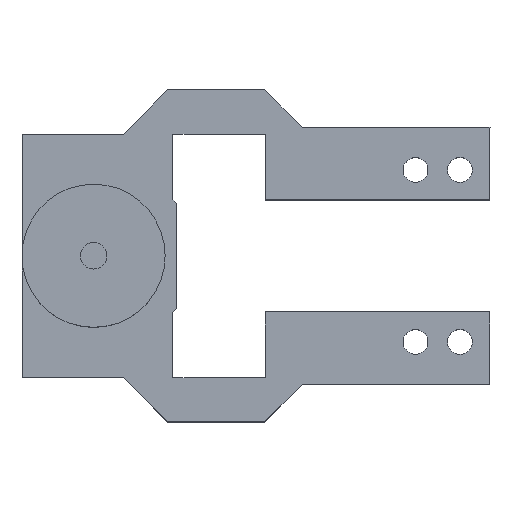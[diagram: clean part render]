
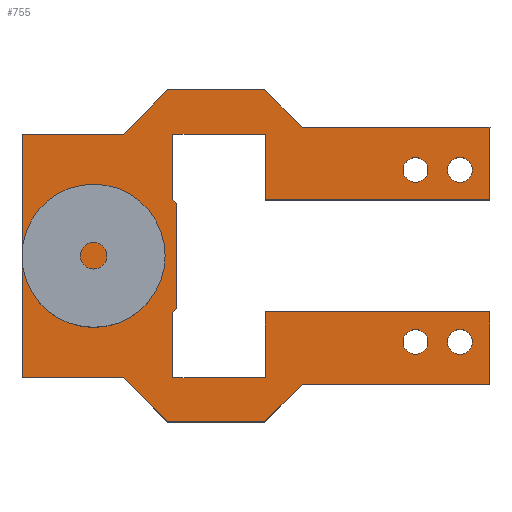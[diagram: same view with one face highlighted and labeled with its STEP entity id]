
A CAD part, top view. The second image highlights one B-rep face of the part: STEP entity #755.
In plain terms, the highlighted planar face has unit normal (0, 0, 1).
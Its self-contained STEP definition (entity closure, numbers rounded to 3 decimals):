
#17=FACE_BOUND('',#111,.T.);
#18=FACE_BOUND('',#112,.T.);
#19=FACE_BOUND('',#113,.T.);
#20=FACE_BOUND('',#114,.T.);
#34=PLANE('',#822);
#67=FACE_OUTER_BOUND('',#110,.T.);
#110=EDGE_LOOP('',(#543,#544,#545,#546,#547,#548,#549,#550,#551,#552,#553,
#554,#555,#556,#557,#558,#559,#560,#561,#562,#563,#564,#565,#566,#567,#568));
#111=EDGE_LOOP('',(#569));
#112=EDGE_LOOP('',(#570));
#113=EDGE_LOOP('',(#571));
#114=EDGE_LOOP('',(#572));
#164=LINE('',#1110,#248);
#165=LINE('',#1112,#249);
#166=LINE('',#1114,#250);
#167=LINE('',#1116,#251);
#168=LINE('',#1118,#252);
#169=LINE('',#1120,#253);
#170=LINE('',#1122,#254);
#171=LINE('',#1124,#255);
#172=LINE('',#1126,#256);
#173=LINE('',#1128,#257);
#174=LINE('',#1130,#258);
#175=LINE('',#1132,#259);
#176=LINE('',#1133,#260);
#177=LINE('',#1135,#261);
#178=LINE('',#1137,#262);
#179=LINE('',#1139,#263);
#180=LINE('',#1141,#264);
#181=LINE('',#1143,#265);
#182=LINE('',#1145,#266);
#183=LINE('',#1147,#267);
#184=LINE('',#1149,#268);
#185=LINE('',#1151,#269);
#186=LINE('',#1153,#270);
#187=LINE('',#1155,#271);
#188=LINE('',#1156,#272);
#248=VECTOR('',#903,10.);
#249=VECTOR('',#904,10.);
#250=VECTOR('',#905,10.);
#251=VECTOR('',#906,10.);
#252=VECTOR('',#907,10.);
#253=VECTOR('',#908,10.);
#254=VECTOR('',#909,10.);
#255=VECTOR('',#910,10.);
#256=VECTOR('',#911,10.);
#257=VECTOR('',#912,10.);
#258=VECTOR('',#913,10.);
#259=VECTOR('',#914,10.);
#260=VECTOR('',#915,10.);
#261=VECTOR('',#916,10.);
#262=VECTOR('',#917,10.);
#263=VECTOR('',#918,10.);
#264=VECTOR('',#919,10.);
#265=VECTOR('',#920,10.);
#266=VECTOR('',#921,10.);
#267=VECTOR('',#922,10.);
#268=VECTOR('',#923,10.);
#269=VECTOR('',#924,10.);
#270=VECTOR('',#925,10.);
#271=VECTOR('',#926,10.);
#272=VECTOR('',#927,10.);
#334=CIRCLE('',#820,8.059);
#335=CIRCLE('',#823,1.4);
#336=CIRCLE('',#824,1.4);
#337=CIRCLE('',#825,1.4);
#338=CIRCLE('',#826,1.4);
#356=VERTEX_POINT('',#1103);
#357=VERTEX_POINT('',#1108);
#358=VERTEX_POINT('',#1109);
#359=VERTEX_POINT('',#1111);
#360=VERTEX_POINT('',#1113);
#361=VERTEX_POINT('',#1115);
#362=VERTEX_POINT('',#1117);
#363=VERTEX_POINT('',#1119);
#364=VERTEX_POINT('',#1121);
#365=VERTEX_POINT('',#1123);
#366=VERTEX_POINT('',#1125);
#367=VERTEX_POINT('',#1127);
#368=VERTEX_POINT('',#1129);
#369=VERTEX_POINT('',#1131);
#370=VERTEX_POINT('',#1134);
#371=VERTEX_POINT('',#1136);
#372=VERTEX_POINT('',#1138);
#373=VERTEX_POINT('',#1140);
#374=VERTEX_POINT('',#1142);
#375=VERTEX_POINT('',#1144);
#376=VERTEX_POINT('',#1146);
#377=VERTEX_POINT('',#1148);
#378=VERTEX_POINT('',#1150);
#379=VERTEX_POINT('',#1152);
#380=VERTEX_POINT('',#1154);
#381=VERTEX_POINT('',#1157);
#382=VERTEX_POINT('',#1159);
#383=VERTEX_POINT('',#1161);
#384=VERTEX_POINT('',#1163);
#429=EDGE_CURVE('',#356,#356,#334,.T.);
#430=EDGE_CURVE('',#357,#358,#164,.T.);
#431=EDGE_CURVE('',#357,#359,#165,.T.);
#432=EDGE_CURVE('',#359,#360,#166,.T.);
#433=EDGE_CURVE('',#360,#361,#167,.T.);
#434=EDGE_CURVE('',#361,#362,#168,.T.);
#435=EDGE_CURVE('',#362,#363,#169,.T.);
#436=EDGE_CURVE('',#363,#364,#170,.T.);
#437=EDGE_CURVE('',#364,#365,#171,.T.);
#438=EDGE_CURVE('',#365,#366,#172,.T.);
#439=EDGE_CURVE('',#366,#367,#173,.T.);
#440=EDGE_CURVE('',#367,#368,#174,.T.);
#441=EDGE_CURVE('',#368,#369,#175,.T.);
#442=EDGE_CURVE('',#369,#356,#176,.T.);
#443=EDGE_CURVE('',#356,#370,#177,.T.);
#444=EDGE_CURVE('',#371,#370,#178,.T.);
#445=EDGE_CURVE('',#372,#371,#179,.T.);
#446=EDGE_CURVE('',#373,#372,#180,.T.);
#447=EDGE_CURVE('',#374,#373,#181,.T.);
#448=EDGE_CURVE('',#375,#374,#182,.T.);
#449=EDGE_CURVE('',#376,#375,#183,.T.);
#450=EDGE_CURVE('',#377,#376,#184,.T.);
#451=EDGE_CURVE('',#378,#377,#185,.T.);
#452=EDGE_CURVE('',#379,#378,#186,.T.);
#453=EDGE_CURVE('',#380,#379,#187,.T.);
#454=EDGE_CURVE('',#358,#380,#188,.T.);
#455=EDGE_CURVE('',#381,#381,#335,.T.);
#456=EDGE_CURVE('',#382,#382,#336,.T.);
#457=EDGE_CURVE('',#383,#383,#337,.T.);
#458=EDGE_CURVE('',#384,#384,#338,.T.);
#543=ORIENTED_EDGE('',*,*,#430,.F.);
#544=ORIENTED_EDGE('',*,*,#431,.T.);
#545=ORIENTED_EDGE('',*,*,#432,.T.);
#546=ORIENTED_EDGE('',*,*,#433,.T.);
#547=ORIENTED_EDGE('',*,*,#434,.T.);
#548=ORIENTED_EDGE('',*,*,#435,.T.);
#549=ORIENTED_EDGE('',*,*,#436,.T.);
#550=ORIENTED_EDGE('',*,*,#437,.T.);
#551=ORIENTED_EDGE('',*,*,#438,.T.);
#552=ORIENTED_EDGE('',*,*,#439,.T.);
#553=ORIENTED_EDGE('',*,*,#440,.T.);
#554=ORIENTED_EDGE('',*,*,#441,.T.);
#555=ORIENTED_EDGE('',*,*,#442,.T.);
#556=ORIENTED_EDGE('',*,*,#429,.T.);
#557=ORIENTED_EDGE('',*,*,#443,.T.);
#558=ORIENTED_EDGE('',*,*,#444,.F.);
#559=ORIENTED_EDGE('',*,*,#445,.F.);
#560=ORIENTED_EDGE('',*,*,#446,.F.);
#561=ORIENTED_EDGE('',*,*,#447,.F.);
#562=ORIENTED_EDGE('',*,*,#448,.F.);
#563=ORIENTED_EDGE('',*,*,#449,.F.);
#564=ORIENTED_EDGE('',*,*,#450,.F.);
#565=ORIENTED_EDGE('',*,*,#451,.F.);
#566=ORIENTED_EDGE('',*,*,#452,.F.);
#567=ORIENTED_EDGE('',*,*,#453,.F.);
#568=ORIENTED_EDGE('',*,*,#454,.F.);
#569=ORIENTED_EDGE('',*,*,#455,.T.);
#570=ORIENTED_EDGE('',*,*,#456,.T.);
#571=ORIENTED_EDGE('',*,*,#457,.F.);
#572=ORIENTED_EDGE('',*,*,#458,.F.);
#755=ADVANCED_FACE('',(#67,#17,#18,#19,#20),#34,.T.);
#820=AXIS2_PLACEMENT_3D('',#1105,#897,#898);
#822=AXIS2_PLACEMENT_3D('',#1107,#901,#902);
#823=AXIS2_PLACEMENT_3D('',#1158,#928,#929);
#824=AXIS2_PLACEMENT_3D('',#1160,#930,#931);
#825=AXIS2_PLACEMENT_3D('',#1162,#932,#933);
#826=AXIS2_PLACEMENT_3D('',#1164,#934,#935);
#897=DIRECTION('center_axis',(0.,0.,-1.));
#898=DIRECTION('ref_axis',(1.,0.,0.));
#901=DIRECTION('center_axis',(0.,0.,1.));
#902=DIRECTION('ref_axis',(1.,0.,0.));
#903=DIRECTION('',(0.,-1.,0.));
#904=DIRECTION('',(-0.707,0.707,0.));
#905=DIRECTION('',(0.,1.,0.));
#906=DIRECTION('',(1.,0.,0.));
#907=DIRECTION('',(0.,-1.,0.));
#908=DIRECTION('',(1.,0.,0.));
#909=DIRECTION('',(0.,1.,0.));
#910=DIRECTION('',(-1.,0.,0.));
#911=DIRECTION('',(-0.707,0.707,0.));
#912=DIRECTION('',(-1.,0.,0.));
#913=DIRECTION('',(-0.707,-0.707,0.));
#914=DIRECTION('',(-1.,0.,0.));
#915=DIRECTION('',(0.,-1.,0.));
#916=DIRECTION('',(0.,-1.,0.));
#917=DIRECTION('',(-1.,0.,0.));
#918=DIRECTION('',(-0.707,0.707,0.));
#919=DIRECTION('',(-1.,0.,0.));
#920=DIRECTION('',(-0.707,-0.707,0.));
#921=DIRECTION('',(-1.,0.,0.));
#922=DIRECTION('',(0.,-1.,0.));
#923=DIRECTION('',(1.,0.,0.));
#924=DIRECTION('',(0.,1.,0.));
#925=DIRECTION('',(1.,0.,0.));
#926=DIRECTION('',(0.,-1.,0.));
#927=DIRECTION('',(-0.707,-0.707,0.));
#928=DIRECTION('center_axis',(0.,0.,-1.));
#929=DIRECTION('ref_axis',(-1.,0.,0.));
#930=DIRECTION('center_axis',(0.,0.,-1.));
#931=DIRECTION('ref_axis',(-1.,0.,0.));
#932=DIRECTION('center_axis',(0.,0.,1.));
#933=DIRECTION('ref_axis',(-1.,0.,0.));
#934=DIRECTION('center_axis',(0.,0.,1.));
#935=DIRECTION('ref_axis',(-1.,0.,0.));
#1103=CARTESIAN_POINT('',(-16.23,19.36,10.));
#1105=CARTESIAN_POINT('Origin',(-8.171,19.36,10.));
#1107=CARTESIAN_POINT('Origin',(10.122,28.71,10.));
#1108=CARTESIAN_POINT('',(1.17,25.277,10.));
#1109=CARTESIAN_POINT('',(1.17,13.443,10.));
#1110=CARTESIAN_POINT('',(1.17,19.36,10.));
#1111=CARTESIAN_POINT('',(0.77,25.677,10.));
#1112=CARTESIAN_POINT('',(1.17,25.277,10.));
#1113=CARTESIAN_POINT('',(0.77,33.06,10.));
#1114=CARTESIAN_POINT('',(0.77,25.677,10.));
#1115=CARTESIAN_POINT('',(11.17,33.06,10.));
#1116=CARTESIAN_POINT('',(0.77,33.06,10.));
#1117=CARTESIAN_POINT('',(11.17,25.66,10.));
#1118=CARTESIAN_POINT('',(11.17,33.06,10.));
#1119=CARTESIAN_POINT('',(36.473,25.66,10.));
#1120=CARTESIAN_POINT('',(11.17,25.66,10.));
#1121=CARTESIAN_POINT('',(36.473,33.86,10.));
#1122=CARTESIAN_POINT('',(36.473,25.66,10.));
#1123=CARTESIAN_POINT('',(15.32,33.86,10.));
#1124=CARTESIAN_POINT('',(36.473,33.86,10.));
#1125=CARTESIAN_POINT('',(11.12,38.06,10.));
#1126=CARTESIAN_POINT('',(15.32,33.86,10.));
#1127=CARTESIAN_POINT('',(0.195,38.06,10.));
#1128=CARTESIAN_POINT('',(11.12,38.06,10.));
#1129=CARTESIAN_POINT('',(-4.805,33.06,10.));
#1130=CARTESIAN_POINT('',(0.195,38.06,10.));
#1131=CARTESIAN_POINT('',(-16.23,33.06,10.));
#1132=CARTESIAN_POINT('',(-4.805,33.06,10.));
#1133=CARTESIAN_POINT('',(-16.23,33.06,10.));
#1134=CARTESIAN_POINT('',(-16.23,5.66,10.));
#1135=CARTESIAN_POINT('',(-16.23,33.06,10.));
#1136=CARTESIAN_POINT('',(-4.805,5.66,10.));
#1137=CARTESIAN_POINT('',(-4.805,5.66,10.));
#1138=CARTESIAN_POINT('',(0.195,0.66,10.));
#1139=CARTESIAN_POINT('',(0.195,0.66,10.));
#1140=CARTESIAN_POINT('',(11.12,0.66,10.));
#1141=CARTESIAN_POINT('',(11.12,0.66,10.));
#1142=CARTESIAN_POINT('',(15.32,4.86,10.));
#1143=CARTESIAN_POINT('',(15.32,4.86,10.));
#1144=CARTESIAN_POINT('',(36.473,4.86,10.));
#1145=CARTESIAN_POINT('',(36.473,4.86,10.));
#1146=CARTESIAN_POINT('',(36.473,13.06,10.));
#1147=CARTESIAN_POINT('',(36.473,13.06,10.));
#1148=CARTESIAN_POINT('',(11.17,13.06,10.));
#1149=CARTESIAN_POINT('',(11.17,13.06,10.));
#1150=CARTESIAN_POINT('',(11.17,5.66,10.));
#1151=CARTESIAN_POINT('',(11.17,5.66,10.));
#1152=CARTESIAN_POINT('',(0.77,5.66,10.));
#1153=CARTESIAN_POINT('',(0.77,5.66,10.));
#1154=CARTESIAN_POINT('',(0.77,13.043,10.));
#1155=CARTESIAN_POINT('',(0.77,13.043,10.));
#1156=CARTESIAN_POINT('',(1.17,13.443,10.));
#1157=CARTESIAN_POINT('',(29.487,29.043,10.));
#1158=CARTESIAN_POINT('Origin',(28.087,29.043,10.));
#1159=CARTESIAN_POINT('',(34.487,29.043,10.));
#1160=CARTESIAN_POINT('Origin',(33.087,29.043,10.));
#1161=CARTESIAN_POINT('',(34.487,9.677,10.));
#1162=CARTESIAN_POINT('Origin',(33.087,9.677,10.));
#1163=CARTESIAN_POINT('',(29.487,9.677,10.));
#1164=CARTESIAN_POINT('Origin',(28.087,9.677,10.));
